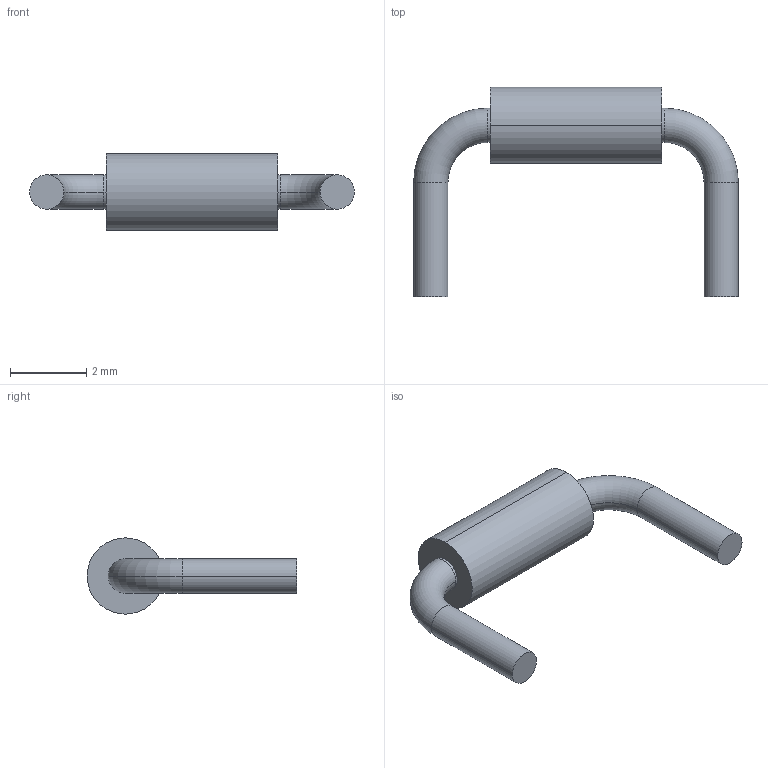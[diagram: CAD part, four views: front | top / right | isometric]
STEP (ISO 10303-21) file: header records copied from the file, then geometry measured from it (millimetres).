
FILE_DESCRIPTION (( 'STEP AP214' ), '1' );
FILE_NAME ('FF_PurchaseElectrical_Resistor_470.STEP', '2022-11-20T22:24:31', ( '' ), ( '' ), 'SwSTEP 2.0', 'SolidWorks 2020', '' );
FILE_SCHEMA (( 'AUTOMOTIVE_DESIGN' ));
Length unit declared in the file: millimetre
Products named in the file (1): FF_PurchaseElectrical_Resistor_470
Bounding box: 8.52 x 5.5 x 2 mm (x, y, z)
Volume: 21 mm3; surface area: 65.2 mm2
Topology: 1 solids, 1 shells, 18 faces, 34 edges, 20 vertices
Faces by surface type: cylinder 10, torus 4, plane 4
Entity records: 690 total; most frequent: DIRECTION 96, CARTESIAN_POINT 73, ORIENTED_EDGE 68, AXIS2_PLACEMENT_3D 43, EDGE_CURVE 34, CIRCLE 24, UNCERTAINTY_MEASURE_WITH_UNIT 21, VERTEX_POINT 20
